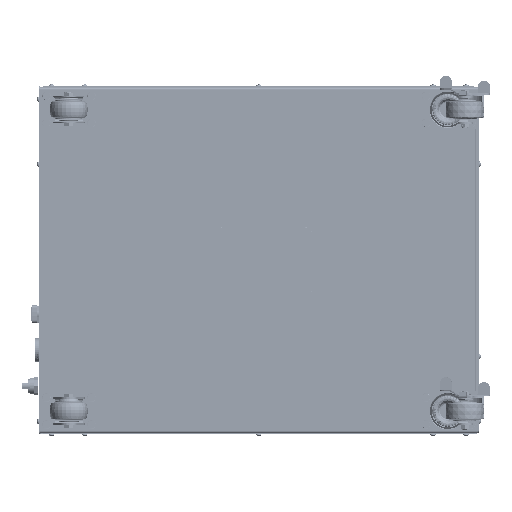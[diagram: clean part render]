
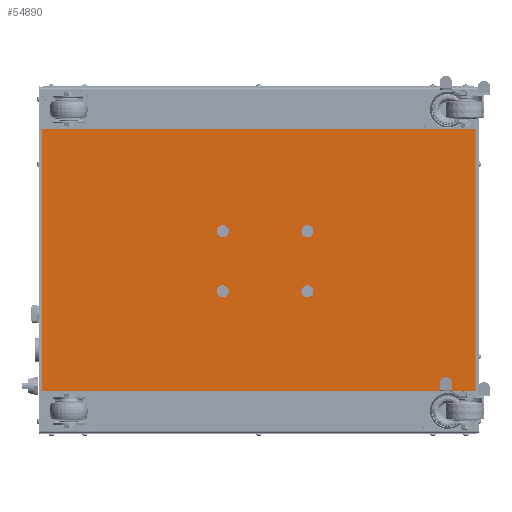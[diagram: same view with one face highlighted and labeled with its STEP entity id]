
A CAD part, front view. The second image highlights one B-rep face of the part: STEP entity #54890.
In plain terms, the highlighted planar face has unit normal (0, -1, 0).
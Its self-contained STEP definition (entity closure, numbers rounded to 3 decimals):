
#431 = DIRECTION ( 'NONE',  ( 0., 0., 1. ) ) ;
#677 = VERTEX_POINT ( 'NONE', #5902 ) ;
#2475 = CARTESIAN_POINT ( 'NONE',  ( 535.913, 337.608, 233.716 ) ) ;
#3230 = VERTEX_POINT ( 'NONE', #90231 ) ;
#3996 = DIRECTION ( 'NONE',  ( -1., 0., 0. ) ) ;
#5607 = EDGE_LOOP ( 'NONE', ( #92130 ) ) ;
#5747 = CARTESIAN_POINT ( 'NONE',  ( 481.913, 337.608, 558.216 ) ) ;
#5850 = AXIS2_PLACEMENT_3D ( 'NONE', #72722, #20307, #74278 ) ;
#5902 = CARTESIAN_POINT ( 'NONE',  ( 40.206, 337.608, 216.009 ) ) ;
#6401 = LINE ( 'NONE', #40061, #98790 ) ;
#7921 = EDGE_CURVE ( 'NONE', #113971, #113971, #105409, .T. ) ;
#10537 = CIRCLE ( 'NONE', #17268, 3.4 ) ;
#10699 = CIRCLE ( 'NONE', #26717, 10. ) ;
#10782 = EDGE_LOOP ( 'NONE', ( #19633 ) ) ;
#11664 = EDGE_LOOP ( 'NONE', ( #102230, #56789, #22838, #100944 ) ) ;
#17268 = AXIS2_PLACEMENT_3D ( 'NONE', #37303, #81456, #431 ) ;
#18459 = VERTEX_POINT ( 'NONE', #20397 ) ;
#19249 = CARTESIAN_POINT ( 'NONE',  ( 220.913, 337.608, 237.116 ) ) ;
#19633 = ORIENTED_EDGE ( 'NONE', *, *, #92104, .T. ) ;
#20139 = LINE ( 'NONE', #77970, #95750 ) ;
#20307 = DIRECTION ( 'NONE',  ( 0., 1., 0. ) ) ;
#20397 = CARTESIAN_POINT ( 'NONE',  ( 40.206, 337.608, 783.624 ) ) ;
#21535 = DIRECTION ( 'NONE',  ( 0., 1., 0. ) ) ;
#22031 = CIRCLE ( 'NONE', #87431, 10. ) ;
#22303 = PLANE ( 'NONE',  #82401 ) ;
#22838 = ORIENTED_EDGE ( 'NONE', *, *, #48744, .F. ) ;
#23965 = FACE_BOUND ( 'NONE', #33641, .T. ) ;
#26717 = AXIS2_PLACEMENT_3D ( 'NONE', #73024, #82063, #27698 ) ;
#26807 = CIRCLE ( 'NONE', #46677, 10. ) ;
#27457 = EDGE_CURVE ( 'NONE', #85780, #85780, #100279, .T. ) ;
#27698 = DIRECTION ( 'NONE',  ( 0., 0., 1. ) ) ;
#28322 = EDGE_LOOP ( 'NONE', ( #29627 ) ) ;
#29627 = ORIENTED_EDGE ( 'NONE', *, *, #97864, .T. ) ;
#30075 = EDGE_LOOP ( 'NONE', ( #95130 ) ) ;
#30181 = DIRECTION ( 'NONE',  ( 0., 0., 1. ) ) ;
#30899 = DIRECTION ( 'NONE',  ( 0., 1., 0. ) ) ;
#31062 = CARTESIAN_POINT ( 'NONE',  ( 340.913, 337.608, 448.216 ) ) ;
#32933 = DIRECTION ( 'NONE',  ( 0., 0., 1. ) ) ;
#33641 = EDGE_LOOP ( 'NONE', ( #78298 ) ) ;
#36366 = CIRCLE ( 'NONE', #59929, 10. ) ;
#37303 = CARTESIAN_POINT ( 'NONE',  ( 535.913, 337.608, 765.916 ) ) ;
#37642 = VERTEX_POINT ( 'NONE', #77172 ) ;
#40061 = CARTESIAN_POINT ( 'NONE',  ( 765.913, 337.608, 216.009 ) ) ;
#40947 = LINE ( 'NONE', #68928, #94153 ) ;
#43464 = VERTEX_POINT ( 'NONE', #50509 ) ;
#44334 = ORIENTED_EDGE ( 'NONE', *, *, #111549, .T. ) ;
#44410 = DIRECTION ( 'NONE',  ( 0., 1., 0. ) ) ;
#44947 = VECTOR ( 'NONE', #70833, 1000. ) ;
#46604 = VERTEX_POINT ( 'NONE', #55390 ) ;
#46677 = AXIS2_PLACEMENT_3D ( 'NONE', #112386, #111991, #32933 ) ;
#46736 = EDGE_LOOP ( 'NONE', ( #44334 ) ) ;
#47992 = DIRECTION ( 'NONE',  ( 0., 1., 0. ) ) ;
#48744 = EDGE_CURVE ( 'NONE', #677, #18459, #40947, .T. ) ;
#48749 = CARTESIAN_POINT ( 'NONE',  ( 220.913, 337.608, 233.716 ) ) ;
#50505 = EDGE_CURVE ( 'NONE', #37642, #677, #6401, .T. ) ;
#50509 = CARTESIAN_POINT ( 'NONE',  ( 340.913, 337.608, 558.216 ) ) ;
#51714 = DIRECTION ( 'NONE',  ( 0., 0., 1. ) ) ;
#51900 = FACE_OUTER_BOUND ( 'NONE', #11664, .T. ) ;
#53586 = VERTEX_POINT ( 'NONE', #95779 ) ;
#54890 = ADVANCED_FACE ( 'NONE', ( #99491, #93957, #23965, #75713, #74348, #81334, #68736, #72870, #51900 ), #22303, .F. ) ;
#55390 = CARTESIAN_POINT ( 'NONE',  ( 535.913, 337.608, 769.316 ) ) ;
#56188 = DIRECTION ( 'NONE',  ( 0., 0., 1. ) ) ;
#56286 = EDGE_CURVE ( 'NONE', #43464, #43464, #36366, .T. ) ;
#56789 = ORIENTED_EDGE ( 'NONE', *, *, #89038, .F. ) ;
#59929 = AXIS2_PLACEMENT_3D ( 'NONE', #66458, #30899, #65649 ) ;
#60397 = CARTESIAN_POINT ( 'NONE',  ( 220.913, 337.608, 769.316 ) ) ;
#64866 = CIRCLE ( 'NONE', #109514, 3.4 ) ;
#65649 = DIRECTION ( 'NONE',  ( 0., 0., 1. ) ) ;
#66458 = CARTESIAN_POINT ( 'NONE',  ( 340.913, 337.608, 548.216 ) ) ;
#68258 = ORIENTED_EDGE ( 'NONE', *, *, #56286, .T. ) ;
#68736 = FACE_BOUND ( 'NONE', #46736, .T. ) ;
#68761 = EDGE_CURVE ( 'NONE', #88544, #37642, #20139, .T. ) ;
#68928 = CARTESIAN_POINT ( 'NONE',  ( 40.206, 337.608, 216.009 ) ) ;
#70762 = AXIS2_PLACEMENT_3D ( 'NONE', #48749, #47992, #56188 ) ;
#70833 = DIRECTION ( 'NONE',  ( 1., 0., 0. ) ) ;
#71285 = ORIENTED_EDGE ( 'NONE', *, *, #7921, .T. ) ;
#71475 = LINE ( 'NONE', #89251, #44947 ) ;
#72722 = CARTESIAN_POINT ( 'NONE',  ( 220.913, 337.608, 765.916 ) ) ;
#72870 = FACE_BOUND ( 'NONE', #5607, .T. ) ;
#73024 = CARTESIAN_POINT ( 'NONE',  ( 481.913, 337.608, 548.216 ) ) ;
#74036 = DIRECTION ( 'NONE',  ( 0., 0., 1. ) ) ;
#74278 = DIRECTION ( 'NONE',  ( 0., 0., 1. ) ) ;
#74348 = FACE_BOUND ( 'NONE', #103385, .T. ) ;
#75479 = CARTESIAN_POINT ( 'NONE',  ( 761.621, 337.608, 783.624 ) ) ;
#75713 = FACE_BOUND ( 'NONE', #101698, .T. ) ;
#76460 = DIRECTION ( 'NONE',  ( 0., 0., -1. ) ) ;
#77172 = CARTESIAN_POINT ( 'NONE',  ( 761.621, 337.608, 216.009 ) ) ;
#77970 = CARTESIAN_POINT ( 'NONE',  ( 761.621, 337.608, 783.624 ) ) ;
#78298 = ORIENTED_EDGE ( 'NONE', *, *, #115734, .T. ) ;
#78401 = DIRECTION ( 'NONE',  ( 0., 0., 1. ) ) ;
#81334 = FACE_BOUND ( 'NONE', #10782, .T. ) ;
#81456 = DIRECTION ( 'NONE',  ( 0., 1., 0. ) ) ;
#82063 = DIRECTION ( 'NONE',  ( 0., 1., 0. ) ) ;
#82401 = AXIS2_PLACEMENT_3D ( 'NONE', #93952, #21535, #30181 ) ;
#83161 = VERTEX_POINT ( 'NONE', #113361 ) ;
#85780 = VERTEX_POINT ( 'NONE', #19249 ) ;
#87431 = AXIS2_PLACEMENT_3D ( 'NONE', #31062, #44410, #78401 ) ;
#88544 = VERTEX_POINT ( 'NONE', #75479 ) ;
#89038 = EDGE_CURVE ( 'NONE', #18459, #88544, #71475, .T. ) ;
#89251 = CARTESIAN_POINT ( 'NONE',  ( 35.913, 337.608, 783.624 ) ) ;
#90231 = CARTESIAN_POINT ( 'NONE',  ( 481.913, 337.608, 458.216 ) ) ;
#91397 = EDGE_CURVE ( 'NONE', #83161, #83161, #22031, .T. ) ;
#91733 = DIRECTION ( 'NONE',  ( 0., 1., 0. ) ) ;
#92104 = EDGE_CURVE ( 'NONE', #110988, #110988, #10699, .T. ) ;
#92130 = ORIENTED_EDGE ( 'NONE', *, *, #91397, .T. ) ;
#93952 = CARTESIAN_POINT ( 'NONE',  ( 400.913, 337.608, 499.816 ) ) ;
#93957 = FACE_BOUND ( 'NONE', #28322, .T. ) ;
#94153 = VECTOR ( 'NONE', #51714, 1000. ) ;
#95130 = ORIENTED_EDGE ( 'NONE', *, *, #27457, .T. ) ;
#95750 = VECTOR ( 'NONE', #76460, 1000. ) ;
#95779 = CARTESIAN_POINT ( 'NONE',  ( 535.913, 337.608, 237.116 ) ) ;
#97864 = EDGE_CURVE ( 'NONE', #53586, #53586, #64866, .T. ) ;
#98790 = VECTOR ( 'NONE', #3996, 1000. ) ;
#99491 = FACE_BOUND ( 'NONE', #30075, .T. ) ;
#100279 = CIRCLE ( 'NONE', #70762, 3.4 ) ;
#100944 = ORIENTED_EDGE ( 'NONE', *, *, #50505, .F. ) ;
#101698 = EDGE_LOOP ( 'NONE', ( #71285 ) ) ;
#102230 = ORIENTED_EDGE ( 'NONE', *, *, #68761, .F. ) ;
#103385 = EDGE_LOOP ( 'NONE', ( #68258 ) ) ;
#105409 = CIRCLE ( 'NONE', #5850, 3.4 ) ;
#109514 = AXIS2_PLACEMENT_3D ( 'NONE', #2475, #91733, #74036 ) ;
#110988 = VERTEX_POINT ( 'NONE', #5747 ) ;
#111549 = EDGE_CURVE ( 'NONE', #3230, #3230, #26807, .T. ) ;
#111991 = DIRECTION ( 'NONE',  ( 0., 1., 0. ) ) ;
#112386 = CARTESIAN_POINT ( 'NONE',  ( 481.913, 337.608, 448.216 ) ) ;
#113361 = CARTESIAN_POINT ( 'NONE',  ( 340.913, 337.608, 458.216 ) ) ;
#113971 = VERTEX_POINT ( 'NONE', #60397 ) ;
#115734 = EDGE_CURVE ( 'NONE', #46604, #46604, #10537, .T. ) ;
